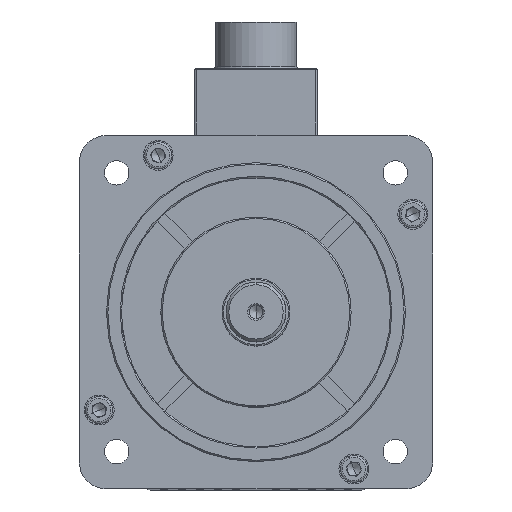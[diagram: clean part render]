
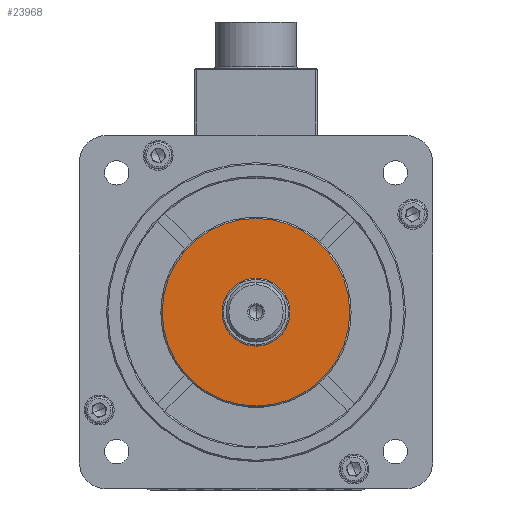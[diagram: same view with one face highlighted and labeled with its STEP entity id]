
A CAD part, top view. The second image highlights one B-rep face of the part: STEP entity #23968.
In plain terms, the highlighted planar face has unit normal (0, 0, 1).
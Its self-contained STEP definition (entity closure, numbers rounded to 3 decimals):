
#4 = DIRECTION ( 'NONE',  ( 0., 0., 1. ) ) ;
#78 = EDGE_LOOP ( 'NONE', ( #40334, #12006 ) ) ;
#3751 = CIRCLE ( 'NONE', #13934, 34.5 ) ;
#4697 = DIRECTION ( 'NONE',  ( 1., 0., 0. ) ) ;
#5121 = EDGE_CURVE ( 'NONE', #9618, #20554, #5593, .T. ) ;
#5543 = CARTESIAN_POINT ( 'NONE',  ( 0., 0., 19. ) ) ;
#5593 = CIRCLE ( 'NONE', #40932, 34.5 ) ;
#8088 = CARTESIAN_POINT ( 'NONE',  ( 0., 0., 19. ) ) ;
#9593 = PLANE ( 'NONE',  #15414 ) ;
#9618 = VERTEX_POINT ( 'NONE', #9831 ) ;
#9831 = CARTESIAN_POINT ( 'NONE',  ( 34.5, 0., 19. ) ) ;
#12006 = ORIENTED_EDGE ( 'NONE', *, *, #5121, .T. ) ;
#13000 = DIRECTION ( 'NONE',  ( 1., 0., 0. ) ) ;
#13934 = AXIS2_PLACEMENT_3D ( 'NONE', #29267, #30457, #4697 ) ;
#15414 = AXIS2_PLACEMENT_3D ( 'NONE', #5543, #4, #13000 ) ;
#17740 = CARTESIAN_POINT ( 'NONE',  ( -34.5, 0., 19. ) ) ;
#20554 = VERTEX_POINT ( 'NONE', #17740 ) ;
#23968 = ADVANCED_FACE ( 'NONE', ( #24017 ), #9593, .T. ) ;
#24017 = FACE_OUTER_BOUND ( 'NONE', #78, .T. ) ;
#27869 = EDGE_CURVE ( 'NONE', #20554, #9618, #3751, .T. ) ;
#29267 = CARTESIAN_POINT ( 'NONE',  ( 0., 0., 19. ) ) ;
#30219 = DIRECTION ( 'NONE',  ( 0., 0., 1. ) ) ;
#30457 = DIRECTION ( 'NONE',  ( 0., 0., 1. ) ) ;
#34039 = DIRECTION ( 'NONE',  ( 1., 0., 0. ) ) ;
#40334 = ORIENTED_EDGE ( 'NONE', *, *, #27869, .T. ) ;
#40932 = AXIS2_PLACEMENT_3D ( 'NONE', #8088, #30219, #34039 ) ;
